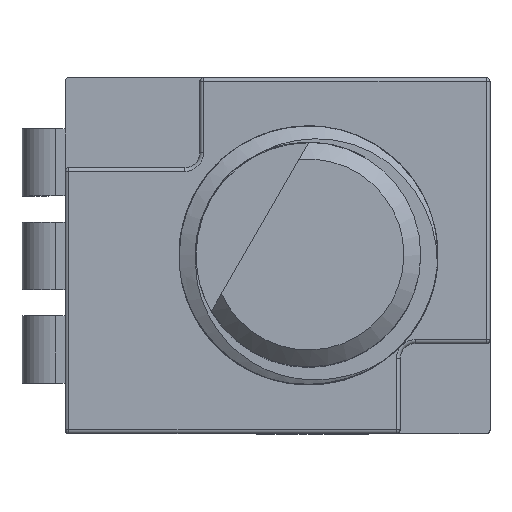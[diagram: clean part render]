
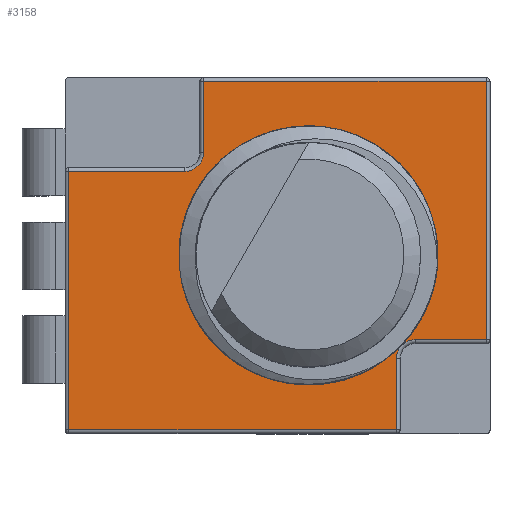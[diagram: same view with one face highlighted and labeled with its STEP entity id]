
A CAD part, top view. The second image highlights one B-rep face of the part: STEP entity #3158.
In plain terms, the highlighted planar face has unit normal (0, 0, 1).
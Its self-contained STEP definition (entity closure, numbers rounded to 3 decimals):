
#83=PLANE('',#3384);
#193=FACE_OUTER_BOUND('',#377,.T.);
#377=EDGE_LOOP('',(#2179,#2180,#2181,#2182,#2183,#2184,#2185,#2186,#2187,
#2188));
#562=LINE('',#4661,#879);
#563=LINE('',#4672,#880);
#567=LINE('',#4688,#884);
#569=LINE('',#4694,#886);
#570=LINE('',#4696,#887);
#571=LINE('',#4698,#888);
#572=LINE('',#4702,#889);
#573=LINE('',#4703,#890);
#879=VECTOR('',#3724,10.);
#880=VECTOR('',#3737,10.);
#884=VECTOR('',#3757,10.);
#886=VECTOR('',#3763,10.);
#887=VECTOR('',#3764,10.);
#888=VECTOR('',#3765,10.);
#889=VECTOR('',#3768,10.);
#890=VECTOR('',#3769,10.);
#1190=CIRCLE('',#3371,0.5);
#1198=CIRCLE('',#3385,0.5);
#1325=VERTEX_POINT('',#4655);
#1327=VERTEX_POINT('',#4659);
#1329=VERTEX_POINT('',#4664);
#1331=VERTEX_POINT('',#4670);
#1335=VERTEX_POINT('',#4687);
#1337=VERTEX_POINT('',#4693);
#1338=VERTEX_POINT('',#4695);
#1339=VERTEX_POINT('',#4697);
#1340=VERTEX_POINT('',#4699);
#1341=VERTEX_POINT('',#4701);
#1650=EDGE_CURVE('',#1327,#1325,#562,.T.);
#1652=EDGE_CURVE('',#1329,#1327,#1190,.T.);
#1655=EDGE_CURVE('',#1331,#1329,#563,.T.);
#1663=EDGE_CURVE('',#1325,#1335,#567,.T.);
#1666=EDGE_CURVE('',#1337,#1331,#569,.T.);
#1667=EDGE_CURVE('',#1338,#1337,#570,.T.);
#1668=EDGE_CURVE('',#1339,#1338,#571,.T.);
#1669=EDGE_CURVE('',#1340,#1339,#1198,.T.);
#1670=EDGE_CURVE('',#1341,#1340,#572,.T.);
#1671=EDGE_CURVE('',#1335,#1341,#573,.T.);
#2179=ORIENTED_EDGE('',*,*,#1650,.F.);
#2180=ORIENTED_EDGE('',*,*,#1652,.F.);
#2181=ORIENTED_EDGE('',*,*,#1655,.F.);
#2182=ORIENTED_EDGE('',*,*,#1666,.F.);
#2183=ORIENTED_EDGE('',*,*,#1667,.F.);
#2184=ORIENTED_EDGE('',*,*,#1668,.F.);
#2185=ORIENTED_EDGE('',*,*,#1669,.F.);
#2186=ORIENTED_EDGE('',*,*,#1670,.F.);
#2187=ORIENTED_EDGE('',*,*,#1671,.F.);
#2188=ORIENTED_EDGE('',*,*,#1663,.F.);
#3158=ADVANCED_FACE('',(#193),#83,.T.);
#3371=AXIS2_PLACEMENT_3D('',#4666,#3729,#3730);
#3384=AXIS2_PLACEMENT_3D('',#4692,#3761,#3762);
#3385=AXIS2_PLACEMENT_3D('',#4700,#3766,#3767);
#3724=DIRECTION('',(0.,-1.,0.));
#3729=DIRECTION('center_axis',(0.,0.,1.));
#3730=DIRECTION('ref_axis',(-0.707,0.707,0.));
#3737=DIRECTION('',(-1.,0.,0.));
#3757=DIRECTION('',(-1.,0.,0.));
#3761=DIRECTION('center_axis',(0.,0.,1.));
#3762=DIRECTION('ref_axis',(1.,0.,0.));
#3763=DIRECTION('',(0.,-1.,0.));
#3764=DIRECTION('',(1.,0.,0.));
#3765=DIRECTION('',(0.,1.,0.));
#3766=DIRECTION('center_axis',(0.,0.,1.));
#3767=DIRECTION('ref_axis',(0.707,-0.707,0.));
#3768=DIRECTION('',(1.,0.,0.));
#3769=DIRECTION('',(0.,1.,0.));
#4655=CARTESIAN_POINT('',(9.85,-7.15,10.));
#4659=CARTESIAN_POINT('',(9.85,-5.25,10.));
#4661=CARTESIAN_POINT('',(9.85,-4.875,10.));
#4664=CARTESIAN_POINT('',(10.35,-4.75,10.));
#4666=CARTESIAN_POINT('Origin',(10.35,-5.25,10.));
#4670=CARTESIAN_POINT('',(12.25,-4.75,10.));
#4672=CARTESIAN_POINT('',(8.313,-4.75,10.));
#4687=CARTESIAN_POINT('',(1.1,-7.15,10.));
#4688=CARTESIAN_POINT('',(3.838,-7.15,10.));
#4692=CARTESIAN_POINT('Origin',(6.675,-2.5,10.));
#4693=CARTESIAN_POINT('',(12.25,2.15,10.));
#4694=CARTESIAN_POINT('',(12.25,-4.875,10.));
#4695=CARTESIAN_POINT('',(4.7,2.15,10.));
#4696=CARTESIAN_POINT('',(9.513,2.15,10.));
#4697=CARTESIAN_POINT('',(4.7,0.25,10.));
#4698=CARTESIAN_POINT('',(4.7,-0.125,10.));
#4699=CARTESIAN_POINT('',(4.2,-0.25,10.));
#4700=CARTESIAN_POINT('Origin',(4.2,0.25,10.));
#4701=CARTESIAN_POINT('',(1.1,-0.25,10.));
#4702=CARTESIAN_POINT('',(5.638,-0.25,10.));
#4703=CARTESIAN_POINT('',(1.1,-0.125,10.));
